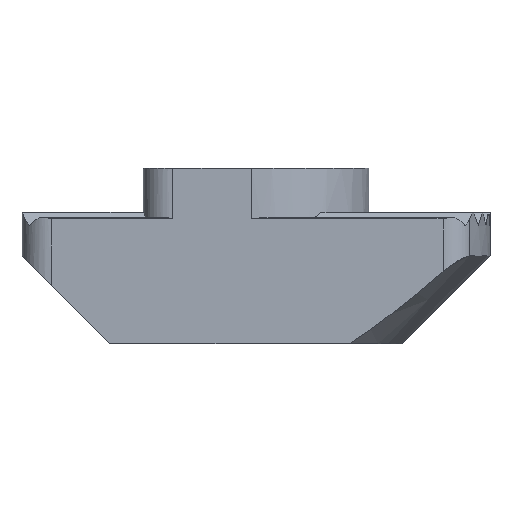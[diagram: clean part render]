
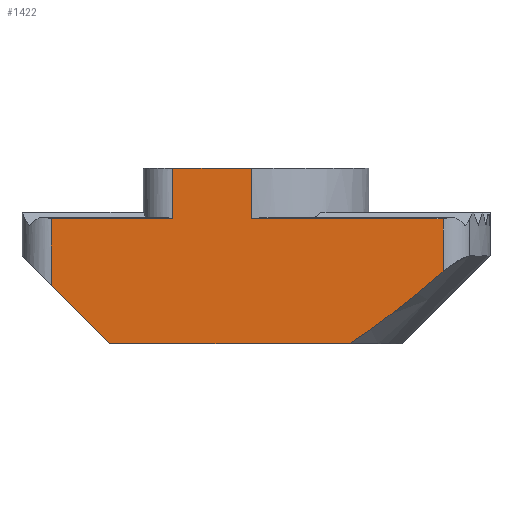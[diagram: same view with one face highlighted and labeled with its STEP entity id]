
A CAD part, front view. The second image highlights one B-rep face of the part: STEP entity #1422.
In plain terms, the highlighted planar face has unit normal (0, -1, 0).
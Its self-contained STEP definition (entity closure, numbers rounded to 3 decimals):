
#92=B_SPLINE_CURVE_WITH_KNOTS('',3,(#2686,#2687,#2688,#2689,#2690,#2691),
 .UNSPECIFIED.,.F.,.F.,(4,2,4),(0.,0.002,
0.004),.UNSPECIFIED.);
#141=PLANE('',#1533);
#202=FACE_OUTER_BOUND('',#278,.T.);
#278=EDGE_LOOP('',(#1177,#1178,#1179,#1180,#1181,#1182,#1183,#1184,#1185,
#1186));
#302=LINE('',#1876,#413);
#305=LINE('',#1894,#416);
#307=LINE('',#1909,#418);
#396=LINE('',#2681,#507);
#397=LINE('',#2683,#508);
#398=LINE('',#2684,#509);
#399=LINE('',#2692,#510);
#400=LINE('',#2694,#511);
#401=LINE('',#2695,#512);
#413=VECTOR('',#1572,1000.);
#416=VECTOR('',#1579,1000.);
#418=VECTOR('',#1583,1000.);
#507=VECTOR('',#1800,1000.);
#508=VECTOR('',#1801,1000.);
#509=VECTOR('',#1802,1000.);
#510=VECTOR('',#1803,1000.);
#511=VECTOR('',#1804,1000.);
#512=VECTOR('',#1805,1000.);
#546=VERTEX_POINT('',#1873);
#547=VERTEX_POINT('',#1875);
#550=VERTEX_POINT('',#1882);
#552=VERTEX_POINT('',#1889);
#554=VERTEX_POINT('',#1897);
#556=VERTEX_POINT('',#1904);
#677=VERTEX_POINT('',#2680);
#678=VERTEX_POINT('',#2682);
#679=VERTEX_POINT('',#2685);
#680=VERTEX_POINT('',#2693);
#691=EDGE_CURVE('',#547,#546,#302,.T.);
#697=EDGE_CURVE('',#550,#552,#305,.T.);
#701=EDGE_CURVE('',#554,#556,#307,.T.);
#871=EDGE_CURVE('',#677,#554,#396,.T.);
#872=EDGE_CURVE('',#556,#678,#397,.T.);
#873=EDGE_CURVE('',#678,#547,#398,.T.);
#874=EDGE_CURVE('',#546,#679,#92,.T.);
#875=EDGE_CURVE('',#679,#550,#399,.T.);
#876=EDGE_CURVE('',#680,#552,#400,.T.);
#877=EDGE_CURVE('',#677,#680,#401,.T.);
#1177=ORIENTED_EDGE('',*,*,#871,.T.);
#1178=ORIENTED_EDGE('',*,*,#701,.T.);
#1179=ORIENTED_EDGE('',*,*,#872,.T.);
#1180=ORIENTED_EDGE('',*,*,#873,.T.);
#1181=ORIENTED_EDGE('',*,*,#691,.T.);
#1182=ORIENTED_EDGE('',*,*,#874,.T.);
#1183=ORIENTED_EDGE('',*,*,#875,.T.);
#1184=ORIENTED_EDGE('',*,*,#697,.T.);
#1185=ORIENTED_EDGE('',*,*,#876,.F.);
#1186=ORIENTED_EDGE('',*,*,#877,.F.);
#1422=ADVANCED_FACE('',(#202),#141,.F.);
#1533=AXIS2_PLACEMENT_3D('',#2679,#1798,#1799);
#1572=DIRECTION('',(1.,0.,0.));
#1579=DIRECTION('',(-1.,0.,0.));
#1583=DIRECTION('',(-1.,0.,0.));
#1798=DIRECTION('center_axis',(0.,1.,0.));
#1799=DIRECTION('ref_axis',(1.,0.,0.));
#1800=DIRECTION('',(0.,0.,-1.));
#1801=DIRECTION('',(0.,0.,-1.));
#1802=DIRECTION('',(0.707,0.,-0.707));
#1803=DIRECTION('',(0.,0.,1.));
#1804=DIRECTION('',(0.,0.,-1.));
#1805=DIRECTION('',(1.,0.,0.));
#1873=CARTESIAN_POINT('',(3.19,-3.85,0.));
#1875=CARTESIAN_POINT('',(-5.,-3.85,0.));
#1876=CARTESIAN_POINT('',(-8.,-3.85,0.));
#1882=CARTESIAN_POINT('',(6.394,-3.85,4.271));
#1889=CARTESIAN_POINT('',(-0.15,-3.85,4.271));
#1894=CARTESIAN_POINT('',(-8.,-3.85,4.271));
#1897=CARTESIAN_POINT('',(-2.85,-3.85,4.271));
#1904=CARTESIAN_POINT('',(-7.,-3.85,4.271));
#1909=CARTESIAN_POINT('',(-8.,-3.85,4.271));
#2679=CARTESIAN_POINT('Origin',(-8.,-3.85,4.5));
#2680=CARTESIAN_POINT('',(-2.85,-3.85,6.));
#2681=CARTESIAN_POINT('',(-2.85,-3.85,4.5));
#2682=CARTESIAN_POINT('',(-7.,-3.85,2.));
#2683=CARTESIAN_POINT('',(-7.,-3.85,4.5));
#2684=CARTESIAN_POINT('',(-8.,-3.85,3.));
#2685=CARTESIAN_POINT('',(6.394,-3.85,2.463));
#2686=CARTESIAN_POINT('Ctrl Pts',(3.19,-3.85,0.));
#2687=CARTESIAN_POINT('Ctrl Pts',(3.761,-3.85,0.364));
#2688=CARTESIAN_POINT('Ctrl Pts',(4.303,-3.85,0.764));
#2689=CARTESIAN_POINT('Ctrl Pts',(5.364,-3.85,1.594));
#2690=CARTESIAN_POINT('Ctrl Pts',(5.882,-3.85,2.025));
#2691=CARTESIAN_POINT('Ctrl Pts',(6.394,-3.85,2.463));
#2692=CARTESIAN_POINT('',(6.394,-3.85,4.5));
#2693=CARTESIAN_POINT('',(-0.15,-3.85,6.));
#2694=CARTESIAN_POINT('',(-0.15,-3.85,6.));
#2695=CARTESIAN_POINT('',(-3.85,-3.85,6.));
